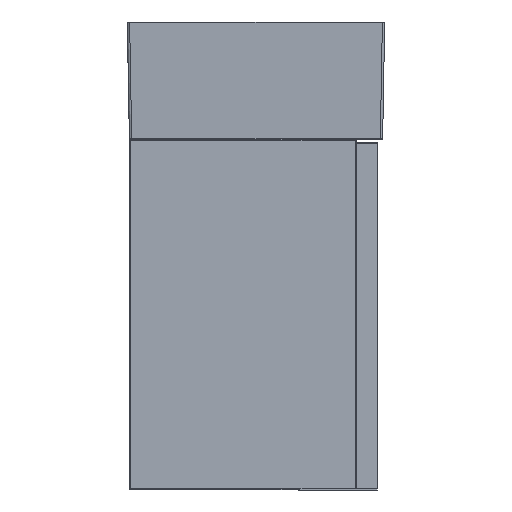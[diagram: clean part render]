
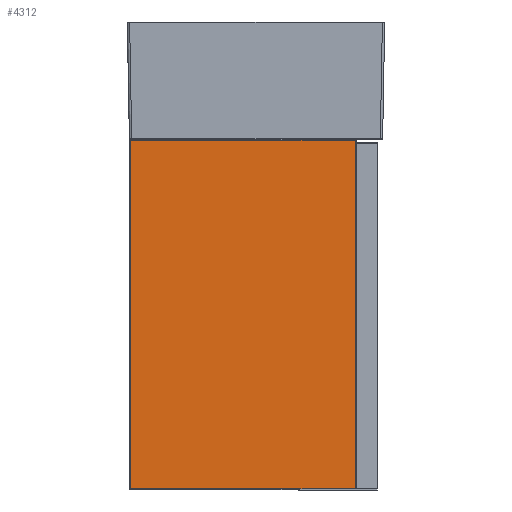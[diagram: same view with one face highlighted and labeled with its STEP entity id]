
A CAD part, left-side view. The second image highlights one B-rep face of the part: STEP entity #4312.
In plain terms, the highlighted planar face has unit normal (-1, 0, 0).
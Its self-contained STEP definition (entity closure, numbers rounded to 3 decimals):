
#619=FACE_OUTER_BOUND('',#894,.T.);
#894=EDGE_LOOP('',(#3778,#3779,#3780,#3781));
#1237=LINE('',#22120,#1637);
#1241=LINE('',#22128,#1641);
#1244=LINE('',#22134,#1644);
#1247=LINE('',#22139,#1647);
#1637=VECTOR('',#5630,1.);
#1641=VECTOR('',#5636,1.);
#1644=VECTOR('',#5641,1.);
#1647=VECTOR('',#5646,1.);
#2051=VERTEX_POINT('',#22118);
#2052=VERTEX_POINT('',#22119);
#2055=VERTEX_POINT('',#22127);
#2057=VERTEX_POINT('',#22133);
#2628=EDGE_CURVE('',#2051,#2052,#1237,.T.);
#2632=EDGE_CURVE('',#2055,#2051,#1241,.T.);
#2635=EDGE_CURVE('',#2057,#2055,#1244,.T.);
#2638=EDGE_CURVE('',#2052,#2057,#1247,.T.);
#3778=ORIENTED_EDGE('',*,*,#2628,.T.);
#3779=ORIENTED_EDGE('',*,*,#2638,.T.);
#3780=ORIENTED_EDGE('',*,*,#2635,.T.);
#3781=ORIENTED_EDGE('',*,*,#2632,.T.);
#4055=PLANE('',#4698);
#4312=ADVANCED_FACE('',(#619),#4055,.F.);
#4698=AXIS2_PLACEMENT_3D('',#22142,#5650,#5651);
#5630=DIRECTION('',(0.,1.,0.));
#5636=DIRECTION('',(0.,0.,1.));
#5641=DIRECTION('',(0.,-1.,0.));
#5646=DIRECTION('',(0.,0.,-1.));
#5650=DIRECTION('center_axis',(1.,0.,0.));
#5651=DIRECTION('ref_axis',(0.,0.,-1.));
#22118=CARTESIAN_POINT('',(0.,-193.,299.));
#22119=CARTESIAN_POINT('',(0.,-1.,299.));
#22120=CARTESIAN_POINT('',(0.,-145.,299.));
#22127=CARTESIAN_POINT('',(0.,-193.,1.));
#22128=CARTESIAN_POINT('',(0.,-193.,75.5));
#22133=CARTESIAN_POINT('',(0.,-1.,1.));
#22134=CARTESIAN_POINT('',(0.,-49.,1.));
#22139=CARTESIAN_POINT('',(0.,-1.,224.5));
#22142=CARTESIAN_POINT('Origin',(0.,-97.,150.));
